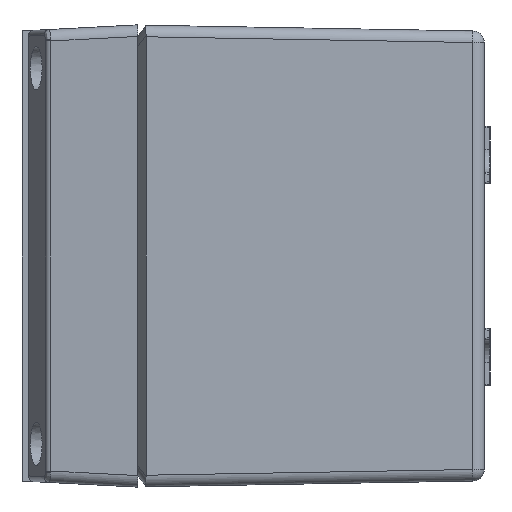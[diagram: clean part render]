
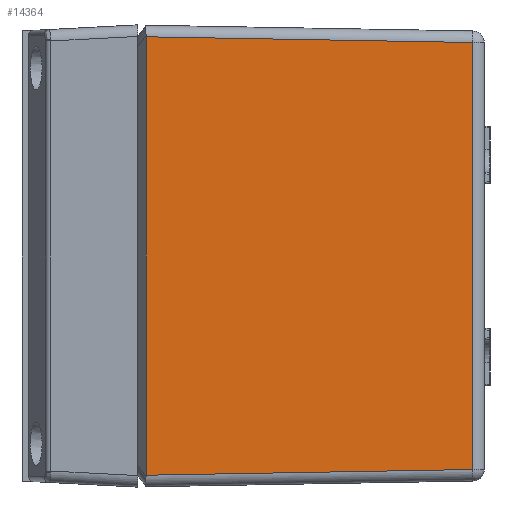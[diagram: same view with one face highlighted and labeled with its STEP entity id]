
A CAD part, left-side view. The second image highlights one B-rep face of the part: STEP entity #14364.
In plain terms, the highlighted planar face has unit normal (-1, -0.018, 0).
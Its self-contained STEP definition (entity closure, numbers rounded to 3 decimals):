
#2355=FACE_OUTER_BOUND('',#3444,.T.);
#3444=EDGE_LOOP('',(#12209,#12210,#12211,#12212));
#4632=LINE('',#33091,#5444);
#4633=LINE('',#33093,#5445);
#4634=LINE('',#33095,#5446);
#4635=LINE('',#33096,#5447);
#5444=VECTOR('',#19421,1000.);
#5445=VECTOR('',#19422,1000.);
#5446=VECTOR('',#19423,1000.);
#5447=VECTOR('',#19424,1000.);
#7004=VERTEX_POINT('',#33089);
#7005=VERTEX_POINT('',#33090);
#7006=VERTEX_POINT('',#33092);
#7007=VERTEX_POINT('',#33094);
#8808=EDGE_CURVE('',#7004,#7005,#4632,.T.);
#8809=EDGE_CURVE('',#7005,#7006,#4633,.T.);
#8810=EDGE_CURVE('',#7006,#7007,#4634,.T.);
#8811=EDGE_CURVE('',#7007,#7004,#4635,.T.);
#12209=ORIENTED_EDGE('',*,*,#8808,.T.);
#12210=ORIENTED_EDGE('',*,*,#8809,.T.);
#12211=ORIENTED_EDGE('',*,*,#8810,.T.);
#12212=ORIENTED_EDGE('',*,*,#8811,.T.);
#13646=PLANE('',#15901);
#14364=ADVANCED_FACE('',(#2355),#13646,.T.);
#15901=AXIS2_PLACEMENT_3D('',#33088,#19419,#19420);
#19419=DIRECTION('center_axis',(-1.,-0.017,
0.));
#19420=DIRECTION('ref_axis',(0.017,-1.,0.));
#19421=DIRECTION('',(0.,0.,1.));
#19422=DIRECTION('',(-0.017,1.,0.017));
#19423=DIRECTION('',(0.,0.,-1.));
#19424=DIRECTION('',(0.017,-1.,0.017));
#33088=CARTESIAN_POINT('Origin',(-60.,0.,-40.));
#33089=CARTESIAN_POINT('',(-58.952,-60.035,-36.952));
#33090=CARTESIAN_POINT('',(-58.952,-60.035,36.952));
#33091=CARTESIAN_POINT('',(-58.952,-60.035,38.918));
#33092=CARTESIAN_POINT('',(-59.939,-3.5,37.939));
#33093=CARTESIAN_POINT('',(-59.976,-1.361,37.977));
#33094=CARTESIAN_POINT('',(-59.939,-3.5,-37.939));
#33095=CARTESIAN_POINT('',(-59.939,-3.5,-40.));
#33096=CARTESIAN_POINT('',(-60.001,0.035,-38.001));
